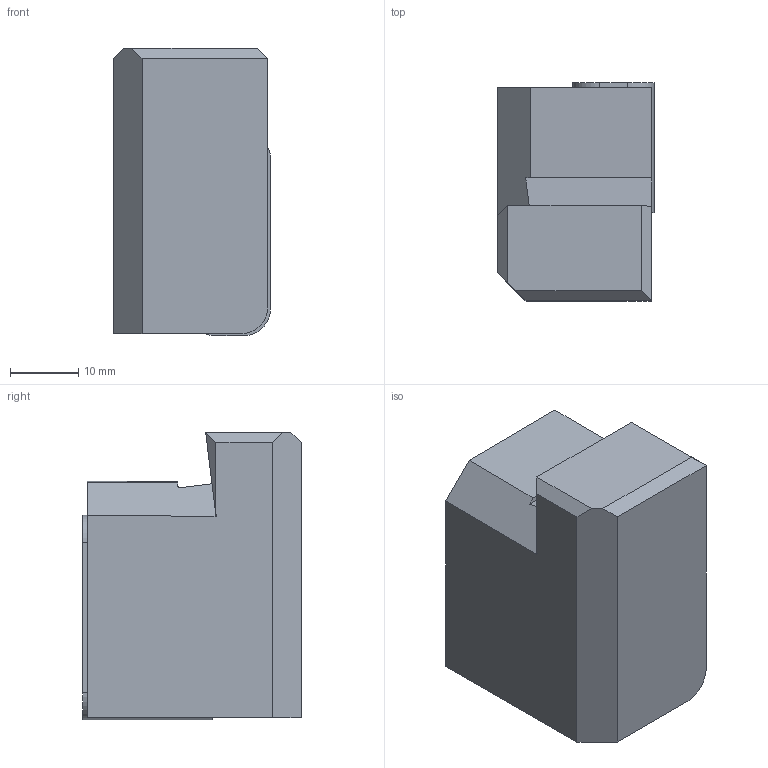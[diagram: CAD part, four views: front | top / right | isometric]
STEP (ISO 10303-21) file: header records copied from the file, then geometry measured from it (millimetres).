
FILE_DESCRIPTION(/* description */ (''),/* implementation_level */ '2;1');
FILE_NAME(/* name */ 'L175.32-3223-30.stp',/* time_stamp */ '2018-03-29T15:39:00+05:00',/* author */ (''),/* organization */ (''),/* preprocessor_version */ 'ST-DEVELOPER v16',/* originating_system */ 'SIEMENS PLM Software NX 11.0',/* authorisation */ '');
FILE_SCHEMA (('AUTOMOTIVE_DESIGN { 1 0 10303 214 3 1 1 1 }'));
Length unit declared in the file: millimetre
Products named in the file (1): inpu1712aq7j
Bounding box: 23 x 32 x 42.2 mm (x, y, z)
Volume: 26234.8 mm3; surface area: 7632.4 mm2
Topology: 2 solids, 2 shells, 30 faces, 75 edges, 49 vertices
Faces by surface type: plane 25, cylinder 5
Entity records: 952 total; most frequent: CARTESIAN_POINT 158, DIRECTION 153, ORIENTED_EDGE 150, EDGE_CURVE 75, LINE 65, VECTOR 65, VERTEX_POINT 49, AXIS2_PLACEMENT_3D 44
